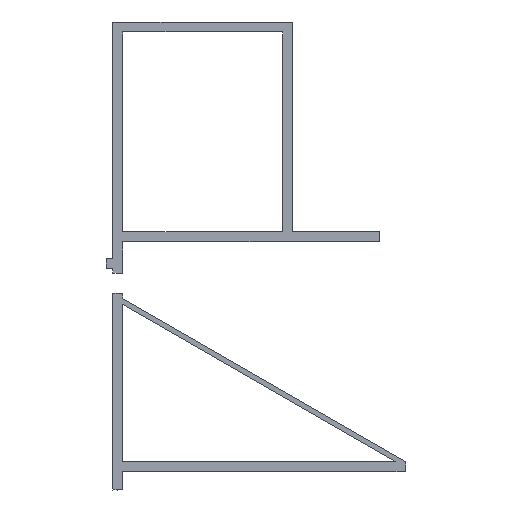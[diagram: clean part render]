
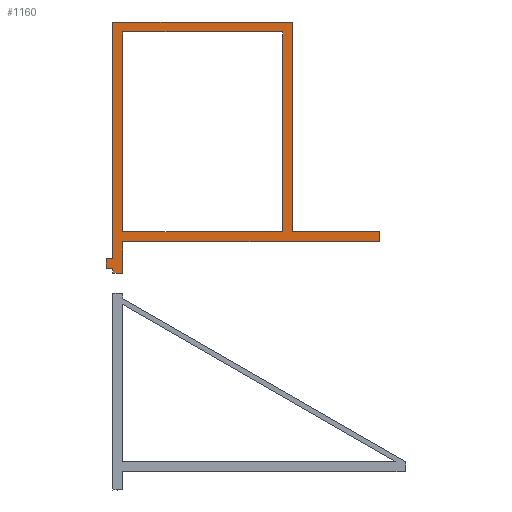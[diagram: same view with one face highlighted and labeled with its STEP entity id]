
A CAD part, left-side view. The second image highlights one B-rep face of the part: STEP entity #1160.
In plain terms, the highlighted planar face has unit normal (-1, 0, 0).
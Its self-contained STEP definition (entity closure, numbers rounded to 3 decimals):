
#17=FACE_BOUND('',#178,.T.);
#104=FACE_OUTER_BOUND('',#177,.T.);
#177=EDGE_LOOP('',(#811,#812,#813,#814,#815,#816,#817,#818,#819,#820,#821,
#822));
#178=EDGE_LOOP('',(#823,#824,#825,#826));
#249=LINE('',#1727,#368);
#271=LINE('',#1808,#390);
#273=LINE('',#1812,#392);
#274=LINE('',#1814,#393);
#275=LINE('',#1816,#394);
#276=LINE('',#1818,#395);
#277=LINE('',#1820,#396);
#278=LINE('',#1822,#397);
#279=LINE('',#1824,#398);
#280=LINE('',#1826,#399);
#281=LINE('',#1828,#400);
#282=LINE('',#1829,#401);
#283=LINE('',#1832,#402);
#284=LINE('',#1834,#403);
#285=LINE('',#1836,#404);
#286=LINE('',#1837,#405);
#368=VECTOR('',#1362,10.);
#390=VECTOR('',#1440,10.);
#392=VECTOR('',#1444,10.);
#393=VECTOR('',#1445,10.);
#394=VECTOR('',#1446,10.);
#395=VECTOR('',#1447,10.);
#396=VECTOR('',#1448,10.);
#397=VECTOR('',#1449,10.);
#398=VECTOR('',#1450,10.);
#399=VECTOR('',#1451,10.);
#400=VECTOR('',#1452,10.);
#401=VECTOR('',#1453,10.);
#402=VECTOR('',#1454,10.);
#403=VECTOR('',#1455,10.);
#404=VECTOR('',#1456,10.);
#405=VECTOR('',#1457,10.);
#487=VERTEX_POINT('',#1724);
#488=VERTEX_POINT('',#1726);
#519=VERTEX_POINT('',#1807);
#520=VERTEX_POINT('',#1811);
#521=VERTEX_POINT('',#1813);
#522=VERTEX_POINT('',#1815);
#523=VERTEX_POINT('',#1817);
#524=VERTEX_POINT('',#1819);
#525=VERTEX_POINT('',#1821);
#526=VERTEX_POINT('',#1823);
#527=VERTEX_POINT('',#1825);
#528=VERTEX_POINT('',#1827);
#529=VERTEX_POINT('',#1830);
#530=VERTEX_POINT('',#1831);
#531=VERTEX_POINT('',#1833);
#532=VERTEX_POINT('',#1835);
#591=EDGE_CURVE('',#488,#487,#249,.T.);
#629=EDGE_CURVE('',#488,#519,#271,.T.);
#631=EDGE_CURVE('',#520,#487,#273,.T.);
#632=EDGE_CURVE('',#521,#520,#274,.T.);
#633=EDGE_CURVE('',#522,#521,#275,.T.);
#634=EDGE_CURVE('',#523,#522,#276,.T.);
#635=EDGE_CURVE('',#524,#523,#277,.T.);
#636=EDGE_CURVE('',#525,#524,#278,.T.);
#637=EDGE_CURVE('',#526,#525,#279,.T.);
#638=EDGE_CURVE('',#527,#526,#280,.T.);
#639=EDGE_CURVE('',#528,#527,#281,.T.);
#640=EDGE_CURVE('',#519,#528,#282,.T.);
#641=EDGE_CURVE('',#529,#530,#283,.T.);
#642=EDGE_CURVE('',#531,#529,#284,.T.);
#643=EDGE_CURVE('',#532,#531,#285,.T.);
#644=EDGE_CURVE('',#530,#532,#286,.T.);
#811=ORIENTED_EDGE('',*,*,#591,.T.);
#812=ORIENTED_EDGE('',*,*,#631,.F.);
#813=ORIENTED_EDGE('',*,*,#632,.F.);
#814=ORIENTED_EDGE('',*,*,#633,.F.);
#815=ORIENTED_EDGE('',*,*,#634,.F.);
#816=ORIENTED_EDGE('',*,*,#635,.F.);
#817=ORIENTED_EDGE('',*,*,#636,.F.);
#818=ORIENTED_EDGE('',*,*,#637,.F.);
#819=ORIENTED_EDGE('',*,*,#638,.F.);
#820=ORIENTED_EDGE('',*,*,#639,.F.);
#821=ORIENTED_EDGE('',*,*,#640,.F.);
#822=ORIENTED_EDGE('',*,*,#629,.F.);
#823=ORIENTED_EDGE('',*,*,#641,.F.);
#824=ORIENTED_EDGE('',*,*,#642,.F.);
#825=ORIENTED_EDGE('',*,*,#643,.F.);
#826=ORIENTED_EDGE('',*,*,#644,.F.);
#1098=PLANE('',#1264);
#1160=ADVANCED_FACE('',(#104,#17),#1098,.F.);
#1264=AXIS2_PLACEMENT_3D('',#1810,#1442,#1443);
#1362=DIRECTION('',(0.,-1.,0.));
#1440=DIRECTION('',(0.,0.,1.));
#1442=DIRECTION('center_axis',(1.,0.,0.));
#1443=DIRECTION('ref_axis',(0.,0.,-1.));
#1444=DIRECTION('',(0.,0.,-1.));
#1445=DIRECTION('',(0.,1.,0.));
#1446=DIRECTION('',(0.,0.,-1.));
#1447=DIRECTION('',(0.,-1.,0.));
#1448=DIRECTION('',(0.,0.,-1.));
#1449=DIRECTION('',(0.,-1.,0.));
#1450=DIRECTION('',(0.,0.,1.));
#1451=DIRECTION('',(0.,-1.,0.));
#1452=DIRECTION('',(0.,0.,1.));
#1453=DIRECTION('',(0.,1.,0.));
#1454=DIRECTION('',(0.,0.,-1.));
#1455=DIRECTION('',(0.,1.,0.));
#1456=DIRECTION('',(0.,0.,1.));
#1457=DIRECTION('',(0.,-1.,0.));
#1724=CARTESIAN_POINT('',(0.,-3.,-148.));
#1726=CARTESIAN_POINT('',(0.,3.,-148.));
#1727=CARTESIAN_POINT('',(0.,-40.,-148.));
#1807=CARTESIAN_POINT('',(0.,3.,-145.));
#1808=CARTESIAN_POINT('',(0.,3.,-278.));
#1810=CARTESIAN_POINT('Origin',(0.,-83.,-137.5));
#1811=CARTESIAN_POINT('',(0.,-3.,-129.));
#1812=CARTESIAN_POINT('',(0.,-3.,-129.));
#1813=CARTESIAN_POINT('',(0.,-157.,-129.));
#1814=CARTESIAN_POINT('',(0.,-157.,-129.));
#1815=CARTESIAN_POINT('',(0.,-157.,-123.));
#1816=CARTESIAN_POINT('',(0.,-157.,-123.));
#1817=CARTESIAN_POINT('',(0.,-105.,-123.));
#1818=CARTESIAN_POINT('',(0.,-105.,-123.));
#1819=CARTESIAN_POINT('',(0.,-105.,3.));
#1820=CARTESIAN_POINT('',(0.,-105.,3.));
#1821=CARTESIAN_POINT('',(0.,3.,3.));
#1822=CARTESIAN_POINT('',(0.,3.,3.));
#1823=CARTESIAN_POINT('',(0.,3.,-139.));
#1824=CARTESIAN_POINT('',(0.,3.,-139.));
#1825=CARTESIAN_POINT('',(0.,7.,-139.));
#1826=CARTESIAN_POINT('',(0.,7.,-139.));
#1827=CARTESIAN_POINT('',(0.,7.,-145.));
#1828=CARTESIAN_POINT('',(0.,7.,-145.));
#1829=CARTESIAN_POINT('',(0.,3.,-145.));
#1830=CARTESIAN_POINT('',(0.,-3.,-3.));
#1831=CARTESIAN_POINT('',(0.,-3.,-123.));
#1832=CARTESIAN_POINT('',(0.,-3.,-3.));
#1833=CARTESIAN_POINT('',(0.,-99.,-3.));
#1834=CARTESIAN_POINT('',(0.,-99.,-3.));
#1835=CARTESIAN_POINT('',(0.,-99.,-123.));
#1836=CARTESIAN_POINT('',(0.,-99.,-123.));
#1837=CARTESIAN_POINT('',(0.,-3.,-123.));
